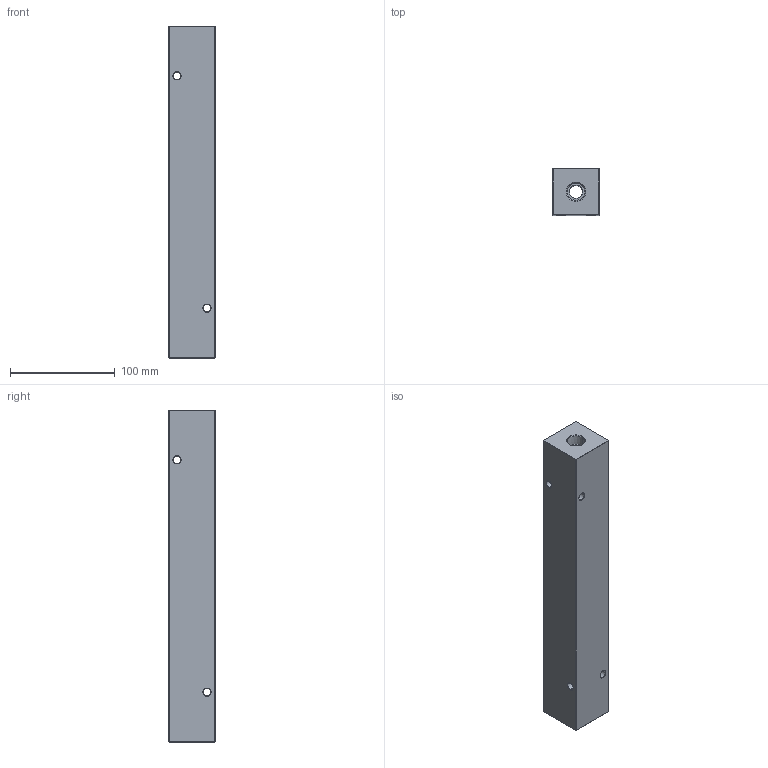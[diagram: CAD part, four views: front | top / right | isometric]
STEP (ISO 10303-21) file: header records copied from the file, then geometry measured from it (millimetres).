
FILE_DESCRIPTION (( 'STEP AP214' ), '1' );
FILE_NAME ('HM-7-0-P-6-2.STEP', '2020-02-28T16:13:20', ( '' ), ( '' ), 'SwSTEP 2.0', 'SolidWorks 2019', '' );
FILE_SCHEMA (( 'AUTOMOTIVE_DESIGN' ));
Length unit declared in the file: inch
Products named in the file (1): HM-7-0-P-6-2
Bounding box: 44.45 x 44.45 x 317.5 mm (x, y, z)
Volume: 570843.7 mm3; surface area: 78557.9 mm2
Topology: 1 solids, 1 shells, 484 faces, 1257 edges, 816 vertices
Faces by surface type: plane 240, bspline 174, cone 38, cylinder 32
Entity records: 29591 total; most frequent: CARTESIAN_POINT 12828, ORIENTED_EDGE 2514, DIRECTION 1595, EDGE_CURVE 1257, VERTEX_POINT 816, VECTOR 785, LINE 785, EDGE_LOOP 553
